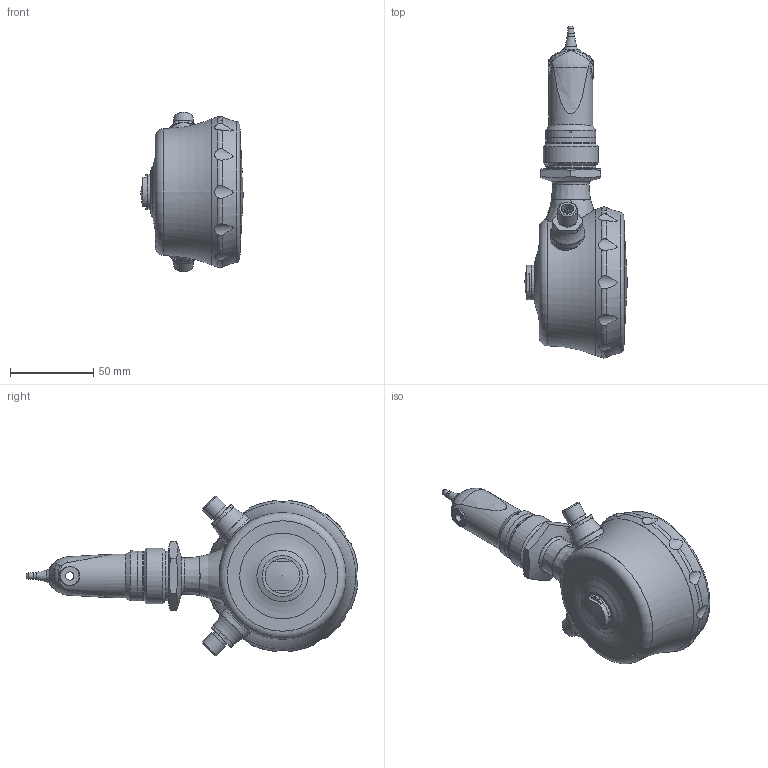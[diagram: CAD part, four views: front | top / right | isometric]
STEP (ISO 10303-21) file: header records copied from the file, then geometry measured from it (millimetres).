
FILE_DESCRIPTION(/* description */ ('Unknown'),/* implementation_level */ '2;1');
FILE_NAME(/* name */ 'AFI4-5630.####.#3##',/* time_stamp */ '2023-09-19T08:03:42+02:00',/* author */ ('Unknown'),/* organization */ ('Baumer'),/* preprocessor_version */ 'ST-DEVELOPER v16.7',/* originating_system */ 'Solid Edge',/* authorisation */ 'Unknown');
FILE_SCHEMA (('AUTOMOTIVE_DESIGN {1 0 10303 214 3 1 1}'));
Length unit declared in the file: millimetre
Products named in the file (1): Part5
Bounding box: 61.8 x 199.99 x 96.24 mm (x, y, z)
Volume: 116405.5 mm3; surface area: 79623.4 mm2
Topology: 1 solids, 13 shells, 634 faces, 1575 edges, 994 vertices
Faces by surface type: plane 201, cylinder 189, cone 94, torus 84, bspline 60, sphere 6
Full cylindrical faces by diameter (mm): 1.25 x1, 1.64 x8, 2 x4, 3 x1, 3.459 x4, 5 x1, 7.709 x2, 8.87 x1, 9.5 x1, 10.5 x2, 11 x2, 11.741 x2, 12 x3, 13 x1, 13.8 x2, 14 x1, 14.5 x2, 15.85 x2, 15.9 x2, 16 x10, 17.7 x1, 18.9 x1, 19.7 x1, 20.8 x3, 21 x1, 23.5 x1, 23.6 x2, 23.8 x1, 24 x1, 24.2 x1
Entity records: 24331 total; most frequent: CARTESIAN_POINT 6756, DIRECTION 2605, ORIENTED_EDGE 2568, EDGE_CURVE 1284, AXIS2_PLACEMENT_3D 1155, FACE_BOUND 902, VERTEX_POINT 898, EDGE_LOOP 890
